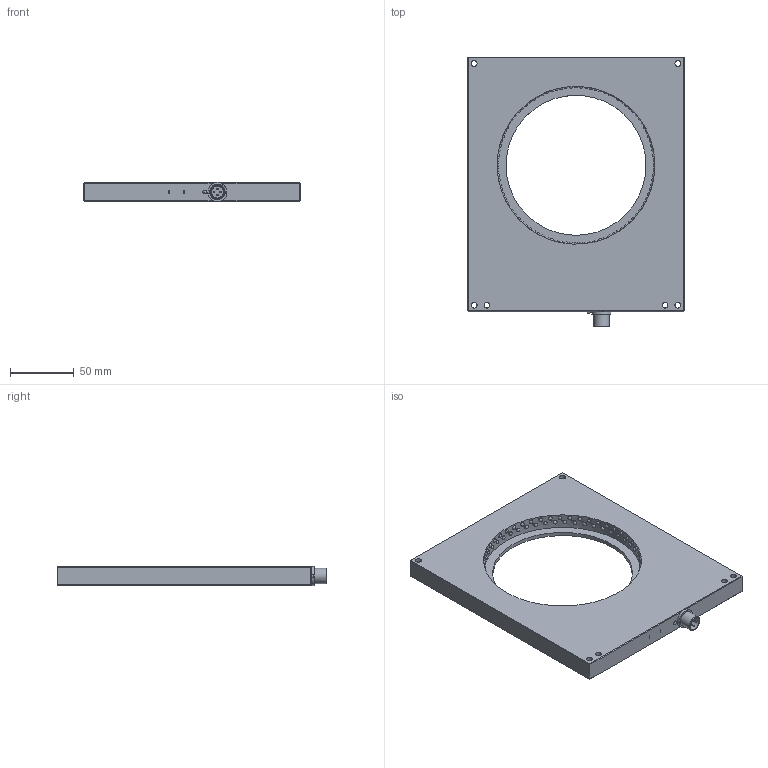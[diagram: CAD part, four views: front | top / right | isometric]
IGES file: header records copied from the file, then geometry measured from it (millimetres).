
Global section: file name: BEK1-D120; native system: Autodesk Inventor 2015; preprocessor: unknown; author: lck; date: 20150721.114021; units: millimetre
Bounding box: 170 x 212 x 15 mm (x, y, z)
Volume: 335745.5 mm3; surface area: 68707.9 mm2
Topology: 1 solids, 6 shells, 286 faces, 993 edges, 627 vertices
Faces by surface type: bspline 286
